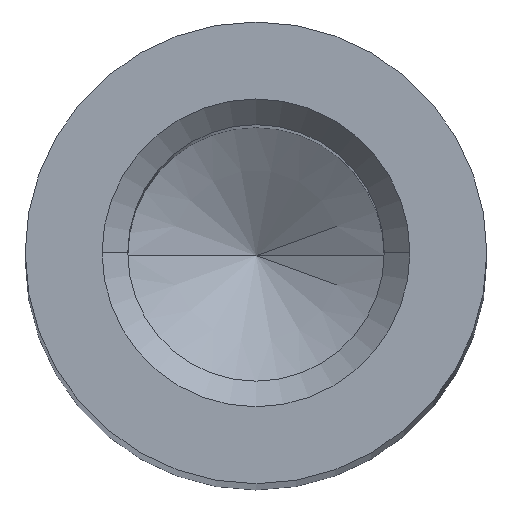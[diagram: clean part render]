
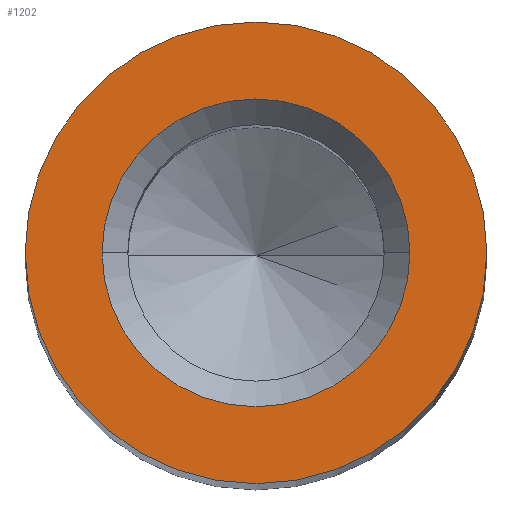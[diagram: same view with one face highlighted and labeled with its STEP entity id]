
A CAD part, top view. The second image highlights one B-rep face of the part: STEP entity #1202.
In plain terms, the highlighted planar face has unit normal (0, 0, 1).
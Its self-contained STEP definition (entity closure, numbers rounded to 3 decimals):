
#54 = CARTESIAN_POINT ( 'NONE',  ( -3., 0., 35. ) ) ;
#1202 = ADVANCED_FACE ( 'NONE', ( #12289, #10330 ), #3600, .T. ) ;
#1562 = CIRCLE ( 'NONE', #6859, 3. ) ;
#1672 = DIRECTION ( 'NONE',  ( 1., 0., 0. ) ) ;
#1747 = EDGE_CURVE ( 'NONE', #10443, #2919, #12341, .T. ) ;
#2919 = VERTEX_POINT ( 'NONE', #3247 ) ;
#3140 = VERTEX_POINT ( 'NONE', #12014 ) ;
#3173 = DIRECTION ( 'NONE',  ( 1., 0., 0. ) ) ;
#3247 = CARTESIAN_POINT ( 'NONE',  ( 3., 0., 35. ) ) ;
#3600 = PLANE ( 'NONE',  #3755 ) ;
#3644 = DIRECTION ( 'NONE',  ( 0., 0., 1. ) ) ;
#3683 = AXIS2_PLACEMENT_3D ( 'NONE', #12132, #6934, #1672 ) ;
#3755 = AXIS2_PLACEMENT_3D ( 'NONE', #9934, #3644, #12955 ) ;
#4286 = CARTESIAN_POINT ( 'NONE',  ( 0., 0., 35. ) ) ;
#4406 = CARTESIAN_POINT ( 'NONE',  ( 0., 0., 35. ) ) ;
#4660 = ORIENTED_EDGE ( 'NONE', *, *, #1747, .T. ) ;
#4719 = ORIENTED_EDGE ( 'NONE', *, *, #5354, .T. ) ;
#5354 = EDGE_CURVE ( 'NONE', #3140, #13199, #7779, .T. ) ;
#5447 = DIRECTION ( 'NONE',  ( 1., 0., 0. ) ) ;
#6362 = EDGE_LOOP ( 'NONE', ( #7903, #4660 ) ) ;
#6859 = AXIS2_PLACEMENT_3D ( 'NONE', #4286, #11596, #3173 ) ;
#6934 = DIRECTION ( 'NONE',  ( 0., 0., 1. ) ) ;
#7075 = EDGE_CURVE ( 'NONE', #13199, #3140, #8739, .T. ) ;
#7315 = DIRECTION ( 'NONE',  ( 1., 0., 0. ) ) ;
#7779 = CIRCLE ( 'NONE', #13600, 4.5 ) ;
#7903 = ORIENTED_EDGE ( 'NONE', *, *, #13518, .T. ) ;
#7923 = EDGE_LOOP ( 'NONE', ( #4719, #8116 ) ) ;
#8116 = ORIENTED_EDGE ( 'NONE', *, *, #7075, .T. ) ;
#8739 = CIRCLE ( 'NONE', #3683, 4.5 ) ;
#9357 = AXIS2_PLACEMENT_3D ( 'NONE', #13611, #12360, #7315 ) ;
#9934 = CARTESIAN_POINT ( 'NONE',  ( 0., 0., 35. ) ) ;
#10330 = FACE_OUTER_BOUND ( 'NONE', #7923, .T. ) ;
#10369 = CARTESIAN_POINT ( 'NONE',  ( 4.5, 0., 35. ) ) ;
#10443 = VERTEX_POINT ( 'NONE', #54 ) ;
#11596 = DIRECTION ( 'NONE',  ( 0., 0., -1. ) ) ;
#12014 = CARTESIAN_POINT ( 'NONE',  ( -4.5, 0., 35. ) ) ;
#12132 = CARTESIAN_POINT ( 'NONE',  ( 0., 0., 35. ) ) ;
#12289 = FACE_BOUND ( 'NONE', #6362, .T. ) ;
#12341 = CIRCLE ( 'NONE', #9357, 3. ) ;
#12360 = DIRECTION ( 'NONE',  ( 0., 0., -1. ) ) ;
#12955 = DIRECTION ( 'NONE',  ( 1., 0., 0. ) ) ;
#13142 = DIRECTION ( 'NONE',  ( 0., 0., 1. ) ) ;
#13199 = VERTEX_POINT ( 'NONE', #10369 ) ;
#13518 = EDGE_CURVE ( 'NONE', #2919, #10443, #1562, .T. ) ;
#13600 = AXIS2_PLACEMENT_3D ( 'NONE', #4406, #13142, #5447 ) ;
#13611 = CARTESIAN_POINT ( 'NONE',  ( 0., 0., 35. ) ) ;
